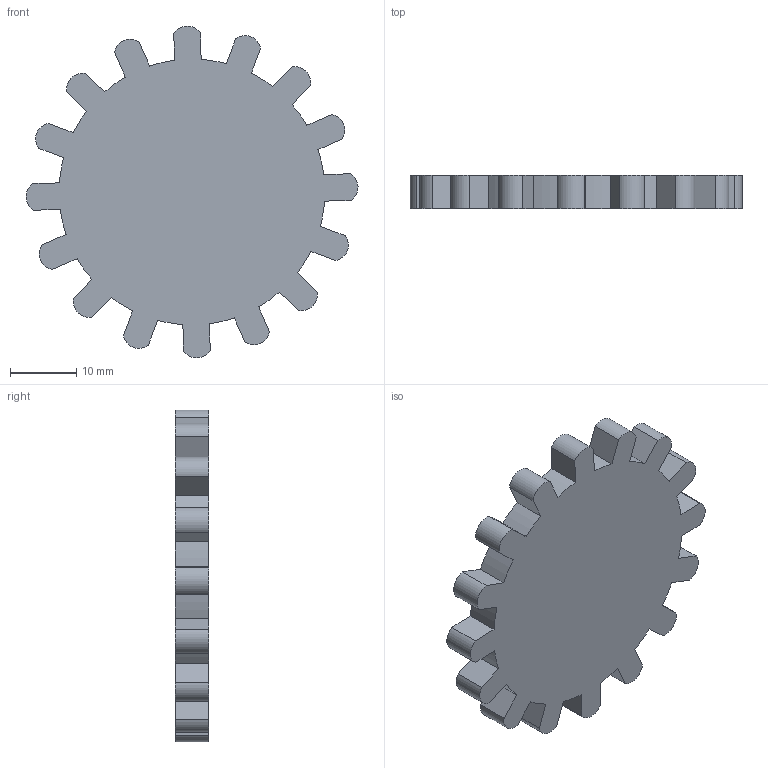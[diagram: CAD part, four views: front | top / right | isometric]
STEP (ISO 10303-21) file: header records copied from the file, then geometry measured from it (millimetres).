
FILE_DESCRIPTION(('FreeCAD Model'),'2;1');
FILE_NAME('Open CASCADE Shape Model','2022-11-14T10:40:23',(''),(''), 'Open CASCADE STEP processor 7.6','FreeCAD','Unknown');
FILE_SCHEMA(('AUTOMOTIVE_DESIGN { 1 0 10303 214 1 1 1 1 }'));
Length unit declared in the file: millimetre
Products named in the file (1): Servo Gear Mount
Bounding box: 49.98 x 5 x 49.98 mm (x, y, z)
Volume: 7030.5 mm3; surface area: 4722.2 mm2
Topology: 1 solids, 1 shells, 79 faces, 236 edges, 160 vertices
Faces by surface type: plane 43, cylinder 36
Entity records: 5784 total; most frequent: CARTESIAN_POINT 948, DIRECTION 948, LINE 548, VECTOR 548, ORIENTED_EDGE 472, PCURVE 472, DEFINITIONAL_REPRESENTATION 472, EDGE_CURVE 236
